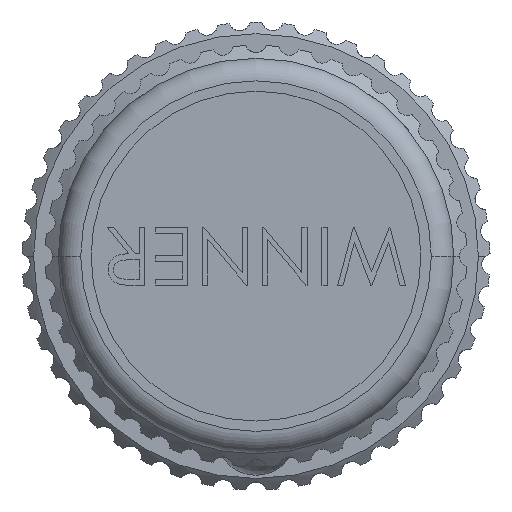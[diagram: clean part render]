
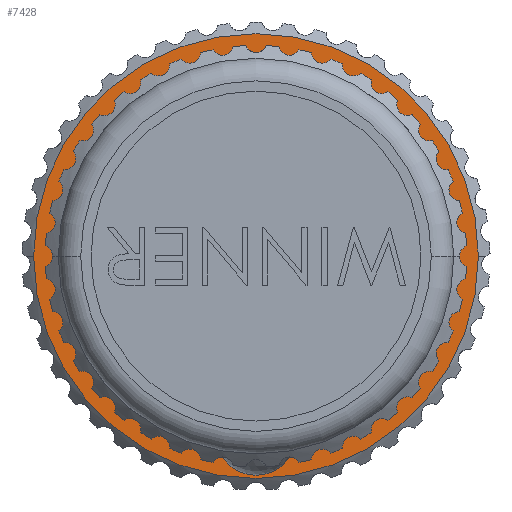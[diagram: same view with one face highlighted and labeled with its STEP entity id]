
A CAD part, left-side view. The second image highlights one B-rep face of the part: STEP entity #7428.
In plain terms, the highlighted planar face has unit normal (-1, 0, 0).
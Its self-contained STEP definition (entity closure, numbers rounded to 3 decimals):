
#275 = FACE_OUTER_BOUND ( 'NONE', #17704, .T. ) ;
#1125 = FACE_BOUND ( 'NONE', #24699, .T. ) ;
#1577 = EDGE_CURVE ( 'NONE', #22328, #21057, #14896, .T. ) ;
#2813 = VERTEX_POINT ( 'NONE', #10551 ) ;
#3342 = CIRCLE ( 'NONE', #32723, 15.3 ) ;
#5096 = CIRCLE ( 'NONE', #18902, 8.56 ) ;
#6241 = EDGE_CURVE ( 'NONE', #2813, #6884, #3342, .T. ) ;
#6634 = EDGE_CURVE ( 'NONE', #21057, #22328, #5096, .T. ) ;
#6884 = VERTEX_POINT ( 'NONE', #10400 ) ;
#7428 = ADVANCED_FACE ( 'NONE', ( #1125, #275 ), #10424, .T. ) ;
#7492 = AXIS2_PLACEMENT_3D ( 'NONE', #15985, #27260, #10532 ) ;
#10376 = ORIENTED_EDGE ( 'NONE', *, *, #1577, .F. ) ;
#10400 = CARTESIAN_POINT ( 'NONE',  ( -7.9, 15.3, 0. ) ) ;
#10424 = PLANE ( 'NONE',  #7492 ) ;
#10532 = DIRECTION ( 'NONE',  ( 0., 1., 0. ) ) ;
#10551 = CARTESIAN_POINT ( 'NONE',  ( -7.9, -15.3, 0. ) ) ;
#11251 = CARTESIAN_POINT ( 'NONE',  ( -7.9, 0., 0. ) ) ;
#12634 = ORIENTED_EDGE ( 'NONE', *, *, #6241, .T. ) ;
#12679 = DIRECTION ( 'NONE',  ( -1., 0., 0. ) ) ;
#13843 = CARTESIAN_POINT ( 'NONE',  ( -7.9, -8.56, 0. ) ) ;
#14262 = CARTESIAN_POINT ( 'NONE',  ( -7.9, 8.56, 0. ) ) ;
#14470 = CARTESIAN_POINT ( 'NONE',  ( -7.9, 0., 0. ) ) ;
#14896 = CIRCLE ( 'NONE', #27775, 8.56 ) ;
#15985 = CARTESIAN_POINT ( 'NONE',  ( -7.9, 0., 0. ) ) ;
#15987 = ORIENTED_EDGE ( 'NONE', *, *, #28767, .T. ) ;
#16031 = ORIENTED_EDGE ( 'NONE', *, *, #6634, .F. ) ;
#16506 = DIRECTION ( 'NONE',  ( -1., 0., 0. ) ) ;
#17704 = EDGE_LOOP ( 'NONE', ( #12634, #15987 ) ) ;
#18902 = AXIS2_PLACEMENT_3D ( 'NONE', #24826, #35693, #33258 ) ;
#19332 = DIRECTION ( 'NONE',  ( 0., 1., 0. ) ) ;
#21057 = VERTEX_POINT ( 'NONE', #13843 ) ;
#21339 = DIRECTION ( 'NONE',  ( 0., 1., 0. ) ) ;
#21803 = CIRCLE ( 'NONE', #26775, 15.3 ) ;
#22328 = VERTEX_POINT ( 'NONE', #14262 ) ;
#24699 = EDGE_LOOP ( 'NONE', ( #10376, #16031 ) ) ;
#24826 = CARTESIAN_POINT ( 'NONE',  ( -7.9, 0., 0. ) ) ;
#26775 = AXIS2_PLACEMENT_3D ( 'NONE', #14470, #16506, #19332 ) ;
#27260 = DIRECTION ( 'NONE',  ( -1., 0., 0. ) ) ;
#27775 = AXIS2_PLACEMENT_3D ( 'NONE', #29437, #12679, #21339 ) ;
#27860 = DIRECTION ( 'NONE',  ( -1., 0., 0. ) ) ;
#28098 = DIRECTION ( 'NONE',  ( 0., 1., 0. ) ) ;
#28767 = EDGE_CURVE ( 'NONE', #6884, #2813, #21803, .T. ) ;
#29437 = CARTESIAN_POINT ( 'NONE',  ( -7.9, 0., 0. ) ) ;
#32723 = AXIS2_PLACEMENT_3D ( 'NONE', #11251, #27860, #28098 ) ;
#33258 = DIRECTION ( 'NONE',  ( 0., 1., 0. ) ) ;
#35693 = DIRECTION ( 'NONE',  ( -1., 0., 0. ) ) ;
